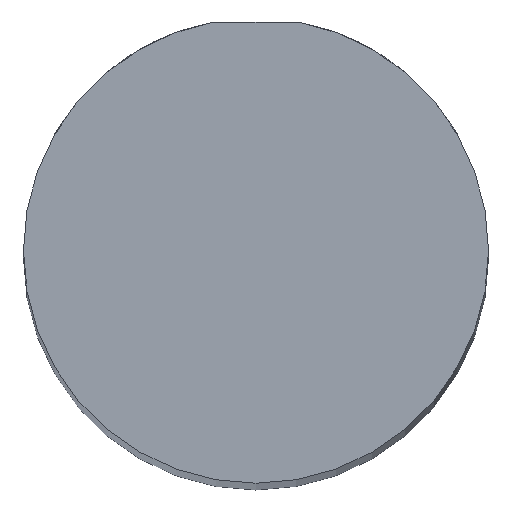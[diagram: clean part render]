
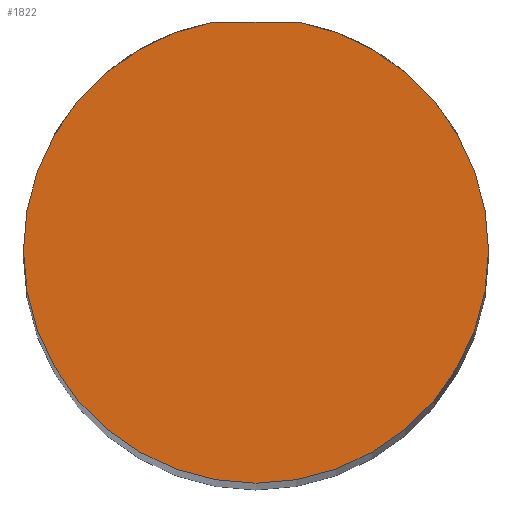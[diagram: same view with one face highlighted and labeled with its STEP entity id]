
A CAD part, top view. The second image highlights one B-rep face of the part: STEP entity #1822.
In plain terms, the highlighted planar face has unit normal (0, 0, 1).
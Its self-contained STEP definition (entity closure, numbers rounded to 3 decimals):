
#132 = LINE ( 'NONE', #1950, #451 ) ;
#136 = EDGE_CURVE ( 'NONE', #2746, #2280, #3098, .T. ) ;
#144 = AXIS2_PLACEMENT_3D ( 'NONE', #2019, #2661, #618 ) ;
#356 = ORIENTED_EDGE ( 'NONE', *, *, #1015, .F. ) ;
#393 = PLANE ( 'NONE',  #1126 ) ;
#451 = VECTOR ( 'NONE', #1895, 1000. ) ;
#618 = DIRECTION ( 'NONE',  ( -1., 0., 0. ) ) ;
#1015 = EDGE_CURVE ( 'NONE', #1404, #2746, #1265, .T. ) ;
#1126 = AXIS2_PLACEMENT_3D ( 'NONE', #2752, #1285, #2452 ) ;
#1128 = DIRECTION ( 'NONE',  ( 0., 0., -1. ) ) ;
#1130 = AXIS2_PLACEMENT_3D ( 'NONE', #3749, #1128, #2222 ) ;
#1138 = EDGE_LOOP ( 'NONE', ( #3342, #3787, #3434, #356 ) ) ;
#1265 = CIRCLE ( 'NONE', #144, 15. ) ;
#1285 = DIRECTION ( 'NONE',  ( 0., 0., 1. ) ) ;
#1404 = VERTEX_POINT ( 'NONE', #1813 ) ;
#1530 = FACE_OUTER_BOUND ( 'NONE', #1138, .T. ) ;
#1738 = CIRCLE ( 'NONE', #2298, 15. ) ;
#1813 = CARTESIAN_POINT ( 'NONE',  ( 15., 0., 250. ) ) ;
#1822 = ADVANCED_FACE ( 'NONE', ( #1530 ), #393, .T. ) ;
#1848 = DIRECTION ( 'NONE',  ( 0., 0., -1. ) ) ;
#1867 = DIRECTION ( 'NONE',  ( -1., 0., 0. ) ) ;
#1895 = DIRECTION ( 'NONE',  ( -1., 0., 0. ) ) ;
#1950 = CARTESIAN_POINT ( 'NONE',  ( 0., 14.75, 250. ) ) ;
#2019 = CARTESIAN_POINT ( 'NONE',  ( 0., 0., 250. ) ) ;
#2222 = DIRECTION ( 'NONE',  ( -1., 0., 0. ) ) ;
#2280 = VERTEX_POINT ( 'NONE', #2643 ) ;
#2298 = AXIS2_PLACEMENT_3D ( 'NONE', #2718, #1848, #1867 ) ;
#2384 = EDGE_CURVE ( 'NONE', #3087, #1404, #1738, .T. ) ;
#2452 = DIRECTION ( 'NONE',  ( 1., 0., 0. ) ) ;
#2643 = CARTESIAN_POINT ( 'NONE',  ( -2.727, 14.75, 250. ) ) ;
#2661 = DIRECTION ( 'NONE',  ( 0., 0., -1. ) ) ;
#2718 = CARTESIAN_POINT ( 'NONE',  ( 0., 0., 250. ) ) ;
#2746 = VERTEX_POINT ( 'NONE', #3589 ) ;
#2752 = CARTESIAN_POINT ( 'NONE',  ( 0., 0., 250. ) ) ;
#3087 = VERTEX_POINT ( 'NONE', #3262 ) ;
#3098 = CIRCLE ( 'NONE', #1130, 15. ) ;
#3194 = EDGE_CURVE ( 'NONE', #3087, #2280, #132, .T. ) ;
#3262 = CARTESIAN_POINT ( 'NONE',  ( 2.727, 14.75, 250. ) ) ;
#3342 = ORIENTED_EDGE ( 'NONE', *, *, #2384, .F. ) ;
#3434 = ORIENTED_EDGE ( 'NONE', *, *, #136, .F. ) ;
#3589 = CARTESIAN_POINT ( 'NONE',  ( -15., 0., 250. ) ) ;
#3749 = CARTESIAN_POINT ( 'NONE',  ( 0., 0., 250. ) ) ;
#3787 = ORIENTED_EDGE ( 'NONE', *, *, #3194, .T. ) ;
